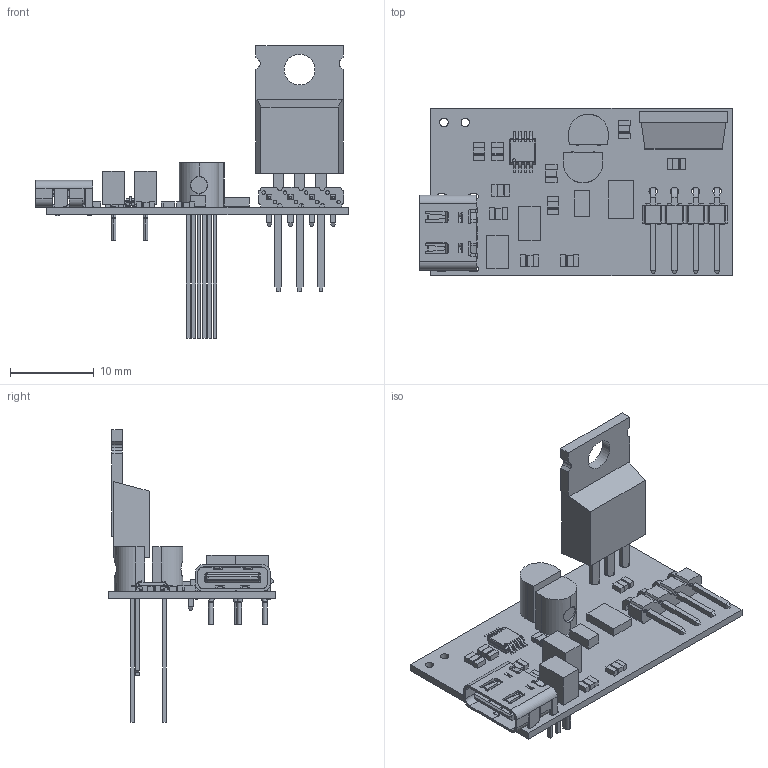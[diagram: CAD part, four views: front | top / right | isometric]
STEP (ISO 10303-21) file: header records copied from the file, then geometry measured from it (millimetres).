
FILE_DESCRIPTION(('Open CASCADE Model'),'2;1');
FILE_NAME('Open CASCADE Shape Model','2025-04-19T23:17:40',('Author'),( 'Open CASCADE'),'Open CASCADE STEP processor 7.5','Open CASCADE 7.5' ,'Unknown');
FILE_SCHEMA(('AUTOMOTIVE_DESIGN { 1 0 10303 214 1 1 1 1 }'));
Length unit declared in the file: millimetre
Products named in the file (42): PCB; Board_power; Open CASCADE STEP translator 7.5 6.1.1; Q1_power; 6610651872; IRF9540N; H2_power; 10129379-904002BLF; R8_power; RES_CRGCQ0805F1K2_TEC; R7_power; R6_power; R5_power; R4_power; R3_power; R2_power; R1_power; Q3_power; 6472125456; KSC1008YBU_KSC1008YBU; Q2_power; 6472123776; P1_power; USB Connector Type C female 6pin; M1_power; 6472077008; Extruded; IC2_power; 6472083248; IC1_power; 6472123616; Open CASCADE STEP translator 7.5 1.1; Body; Open CASCADE STEP translator 7.5 1.2.1; Leader; C4_power; C3_power; K104K15X7RF5TL2_VIS; C2_power; C1_power
Assembly tree (58 placements, depth 5):
  PCB
    Board_power
      Open CASCADE STEP translator 7.5 6.1.1
    Q1_power
      6610651872
        IRF9540N
    H2_power
      10129379-904002BLF
    R8_power
      RES_CRGCQ0805F1K2_TEC
    R7_power
      RES_CRGCQ0805F1K2_TEC
    R6_power
      RES_CRGCQ0805F1K2_TEC
    R5_power
      RES_CRGCQ0805F1K2_TEC
    R4_power
      RES_CRGCQ0805F1K2_TEC
    R3_power
      RES_CRGCQ0805F1K2_TEC
    R2_power
      RES_CRGCQ0805F1K2_TEC
    R1_power
      RES_CRGCQ0805F1K2_TEC
    Q3_power
      6472125456
        KSC1008YBU_KSC1008YBU
    Q2_power
      6472123776
        KSC1008YBU_KSC1008YBU
    P1_power
      USB Connector Type C female 6pin
    M1_power
      6472077008
        Extruded
    IC2_power
      6472083248
        Extruded
    IC1_power
      6472123616
        Open CASCADE STEP translator 7.5 1.1
        Body
          Open CASCADE STEP translator 7.5 1.2.1
        Leader  x8
    C4_power
      RES_CRGCQ0805F1K2_TEC
    C3_power
      K104K15X7RF5TL2_VIS
    C2_power
      RES_CRGCQ0805F1K2_TEC
    C1_power
      K104K15X7RF5TL2_VIS
Bounding box: 37.29 x 20 x 34.92 mm (x, y, z)
Volume: 1557.3 mm3; surface area: 3839.4 mm2
Topology: 88 solids, 89 shells, 1447 faces, 3486 edges, 2199 vertices
Faces by surface type: plane 1084, cylinder 322, torus 16, bspline 13, sphere 10, cone 2
Full cylindrical faces by diameter (mm): 0.388 x1, 0.7 x4, 0.99 x6, 1 x6, 1.23 x3
Entity records: 33369 total; most frequent: CARTESIAN_POINT 6766, DIRECTION 5186, ORIENTED_EDGE 5183, EDGE_CURVE 2592, LINE 1984, VECTOR 1984, VERTEX_POINT 1667, AXIS2_PLACEMENT_3D 1601
